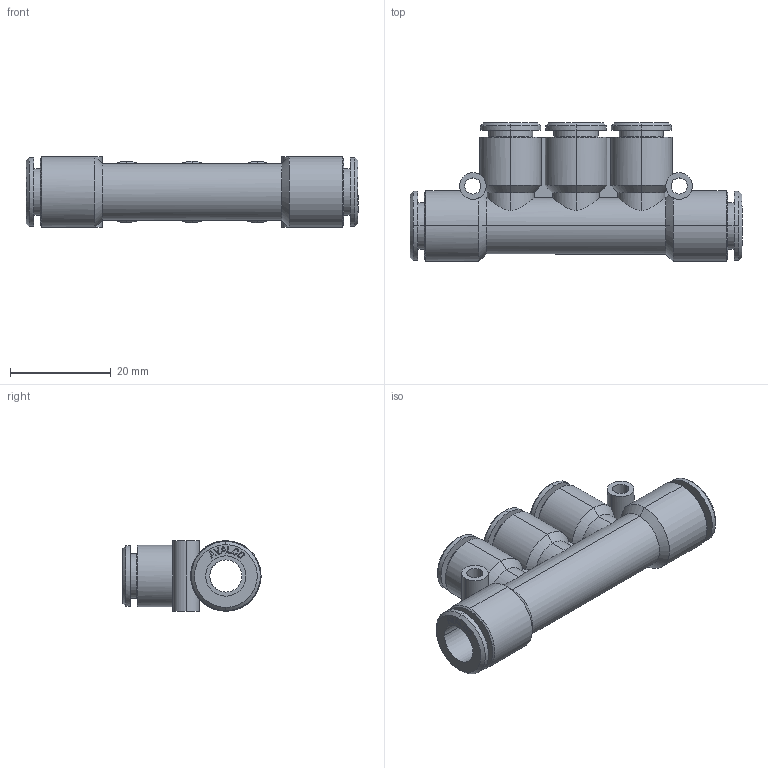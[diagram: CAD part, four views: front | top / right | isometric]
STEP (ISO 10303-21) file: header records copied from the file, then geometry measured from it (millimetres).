
FILE_DESCRIPTION(('CATIA V5 STEP Exchange'),'2;1');
FILE_NAME('PR840-08-06.stp','2018-04-14T15:33:37+00:00',('none'),('none'),'CATIA Version 5 Release 21 GA (IN-10)','CATIA V5 STEP AP203','none');
FILE_SCHEMA(('CONFIG_CONTROL_DESIGN'));
Length unit declared in the file: millimetre
Products named in the file (1): PR840-08-06
Bounding box: 66 x 27.46 x 14 mm (x, y, z)
Volume: 9106.9 mm3; surface area: 8119.2 mm2
Topology: 1 solids, 1 shells, 365 faces, 1390 edges, 1057 vertices
Faces by surface type: plane 258, cylinder 75, cone 32
Entity records: 15410 total; most frequent: CARTESIAN_POINT 4265, ORIENTED_EDGE 2780, DIRECTION 1650, EDGE_CURVE 1390, VERTEX_POINT 1057, VECTOR 749, LINE 749, AXIS2_PLACEMENT_3D 553
